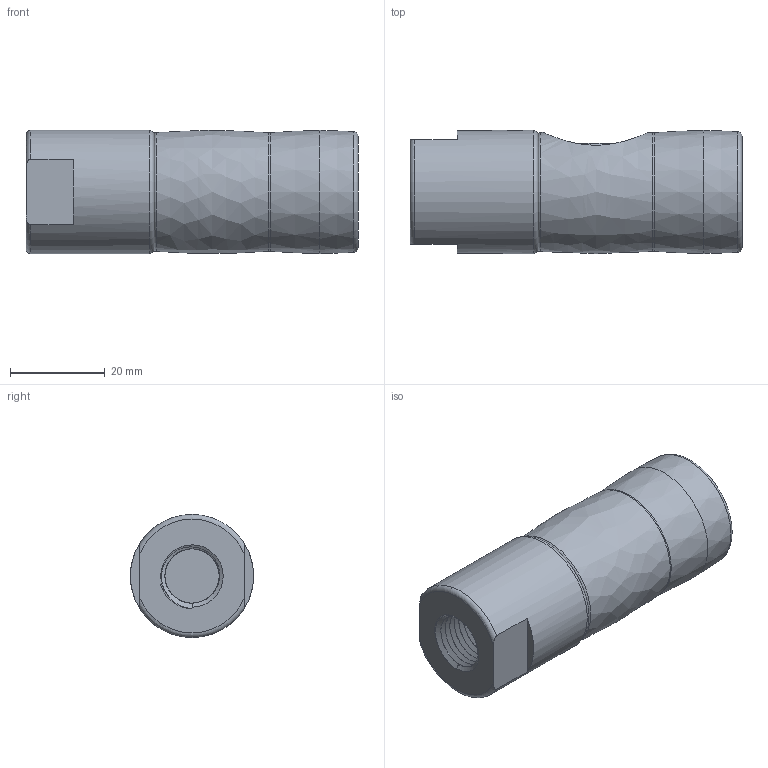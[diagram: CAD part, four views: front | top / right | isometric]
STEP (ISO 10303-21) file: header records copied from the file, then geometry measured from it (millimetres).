
FILE_DESCRIPTION(/* description */ (''),/* implementation_level */ '2;1');
FILE_NAME(/* name */ '24KPIW13APX.stp',/* time_stamp */ '2020-02-20T07:42:42+01:00',/* author */ ('IA176480'),/* organization */ (''),/* preprocessor_version */ 'ST-DEVELOPER v17',/* originating_system */ 'Autodesk Inventor 2019',/* authorisation */ '');
FILE_SCHEMA (('CONFIG_CONTROL_DESIGN'));
Length unit declared in the file: millimetre
Products named in the file (1): 24KPIW13APX
Bounding box: 70.1 x 26 x 26 mm (x, y, z)
Volume: 39480.1 mm3; surface area: 24201.4 mm2
Topology: 41 solids, 41 shells, 266 faces, 723 edges, 492 vertices
Faces by surface type: cylinder 88, plane 74, cone 40, sphere 29, torus 20, bspline 15
Full cylindrical faces by diameter (mm): 3.5 x1, 4 x11, 6.5 x1, 6.6 x2, 7 x1, 8.4 x2, 9.2 x1, 9.4 x1, 9.6 x3, 9.65 x1, 11.1 x2, 11.45 x6, 11.75 x1, 12.25 x1, 12.4 x3, 12.7 x1, 13.6 x1, 15 x1, 15.8 x3, 16.5 x1, 16.6 x1, 16.729 x1, 17.9 x1, 18.1 x4, 18.2 x2, 21 x10, 21.426 x7, 22 x5, 26 x1
Entity records: 20074 total; most frequent: CARTESIAN_POINT 13546, ORIENTED_EDGE 1332, DIRECTION 1323, EDGE_CURVE 666, AXIS2_PLACEMENT_3D 569, VERTEX_POINT 492, CIRCLE 313, EDGE_LOOP 312
